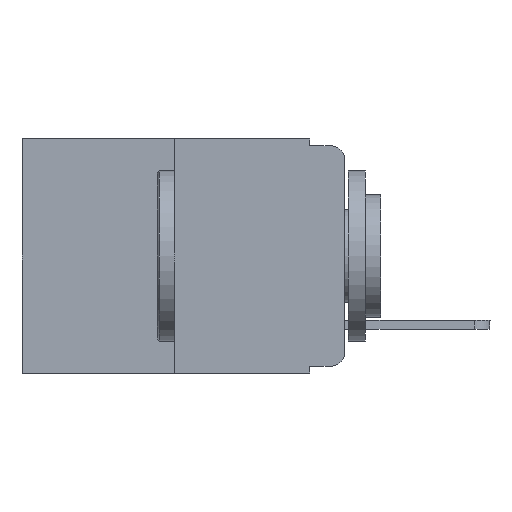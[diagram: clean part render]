
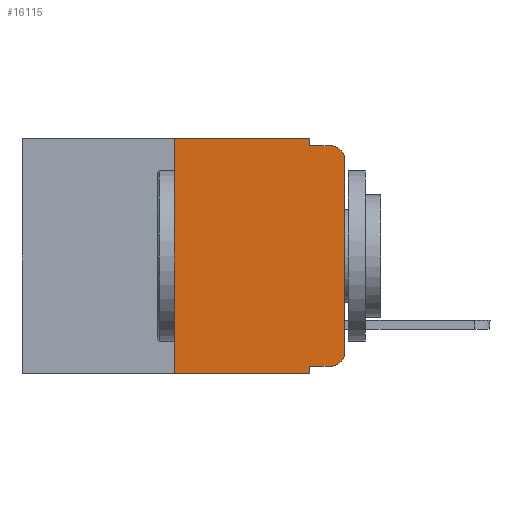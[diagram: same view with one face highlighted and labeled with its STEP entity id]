
A CAD part, left-side view. The second image highlights one B-rep face of the part: STEP entity #16115.
In plain terms, the highlighted planar face has unit normal (-1, 0, 0).
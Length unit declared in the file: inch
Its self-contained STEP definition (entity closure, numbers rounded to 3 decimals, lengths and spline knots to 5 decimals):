
#140 = FACE_OUTER_BOUND ( 'NONE', #20154, .T. ) ;
#651 = VERTEX_POINT ( 'NONE', #7100 ) ;
#788 = CARTESIAN_POINT ( 'NONE',  ( 0., 0., -0.313 ) ) ;
#1588 = DIRECTION ( 'NONE',  ( 0., 0., -1. ) ) ;
#1629 = ORIENTED_EDGE ( 'NONE', *, *, #12318, .T. ) ;
#1775 = DIRECTION ( 'NONE',  ( 0., 0., 1. ) ) ;
#2227 = VECTOR ( 'NONE', #1775, 39.37008 ) ;
#2659 = CARTESIAN_POINT ( 'NONE',  ( 0., 0.051, -0.333 ) ) ;
#3082 = ORIENTED_EDGE ( 'NONE', *, *, #21190, .T. ) ;
#3315 = EDGE_CURVE ( 'NONE', #18262, #16626, #16467, .T. ) ;
#3319 = CARTESIAN_POINT ( 'NONE',  ( 0., 0.25, 0. ) ) ;
#3567 = CARTESIAN_POINT ( 'NONE',  ( 0., 0.051, 0. ) ) ;
#3637 = VERTEX_POINT ( 'NONE', #19537 ) ;
#3968 = EDGE_CURVE ( 'NONE', #24848, #5451, #5555, .T. ) ;
#4098 = LINE ( 'NONE', #23717, #21371 ) ;
#4577 = DIRECTION ( 'NONE',  ( 0., -1., 0. ) ) ;
#4594 = VERTEX_POINT ( 'NONE', #24324 ) ;
#5290 = AXIS2_PLACEMENT_3D ( 'NONE', #13555, #12021, #21646 ) ;
#5383 = LINE ( 'NONE', #11156, #9205 ) ;
#5451 = VERTEX_POINT ( 'NONE', #23188 ) ;
#5555 = LINE ( 'NONE', #13737, #13482 ) ;
#5948 = CARTESIAN_POINT ( 'NONE',  ( 0., 0.051, -0.333 ) ) ;
#6015 = VERTEX_POINT ( 'NONE', #9954 ) ;
#6622 = DIRECTION ( 'NONE',  ( 0., 0., -1. ) ) ;
#6638 = LINE ( 'NONE', #13118, #21376 ) ;
#6794 = ORIENTED_EDGE ( 'NONE', *, *, #19099, .F. ) ;
#7100 = CARTESIAN_POINT ( 'NONE',  ( 0., 0.25, 0. ) ) ;
#7656 = VECTOR ( 'NONE', #6622, 39.37008 ) ;
#7758 = CARTESIAN_POINT ( 'NONE',  ( 0., 0.02, -0.313 ) ) ;
#8137 = ORIENTED_EDGE ( 'NONE', *, *, #23304, .F. ) ;
#8326 = DIRECTION ( 'NONE',  ( 0., 0., -1. ) ) ;
#8630 = ORIENTED_EDGE ( 'NONE', *, *, #3315, .F. ) ;
#9151 = VECTOR ( 'NONE', #8326, 39.37008 ) ;
#9205 = VECTOR ( 'NONE', #24763, 39.37008 ) ;
#9272 = DIRECTION ( 'NONE',  ( 0., 0., 1. ) ) ;
#9805 = DIRECTION ( 'NONE',  ( -1., 0., 0. ) ) ;
#9954 = CARTESIAN_POINT ( 'NONE',  ( 0., 0.02, -0.333 ) ) ;
#10009 = ORIENTED_EDGE ( 'NONE', *, *, #3968, .T. ) ;
#10313 = CIRCLE ( 'NONE', #12751, 0.02 ) ;
#11156 = CARTESIAN_POINT ( 'NONE',  ( 0., 0.051, -0.01 ) ) ;
#11344 = DIRECTION ( 'NONE',  ( 0., 0., -1. ) ) ;
#11698 = EDGE_CURVE ( 'NONE', #5451, #3637, #10313, .T. ) ;
#11886 = DIRECTION ( 'NONE',  ( 0., -1., 0. ) ) ;
#12021 = DIRECTION ( 'NONE',  ( 1., 0., 0. ) ) ;
#12126 = CARTESIAN_POINT ( 'NONE',  ( 0., 0.051, -0.01 ) ) ;
#12318 = EDGE_CURVE ( 'NONE', #4594, #16626, #6638, .T. ) ;
#12751 = AXIS2_PLACEMENT_3D ( 'NONE', #17431, #17547, #1588 ) ;
#13118 = CARTESIAN_POINT ( 'NONE',  ( 0., 0.473, -0.343 ) ) ;
#13482 = VECTOR ( 'NONE', #9272, 39.37008 ) ;
#13555 = CARTESIAN_POINT ( 'NONE',  ( 0., 0.473, 0. ) ) ;
#13737 = CARTESIAN_POINT ( 'NONE',  ( 0., 0., 0. ) ) ;
#14002 = ORIENTED_EDGE ( 'NONE', *, *, #20456, .F. ) ;
#14193 = CARTESIAN_POINT ( 'NONE',  ( 0., 0.051, 0. ) ) ;
#14792 = ORIENTED_EDGE ( 'NONE', *, *, #11698, .T. ) ;
#15843 = CARTESIAN_POINT ( 'NONE',  ( 0., 0.051, -0.343 ) ) ;
#16115 = ADVANCED_FACE ( 'NONE', ( #140 ), #23321, .F. ) ;
#16467 = LINE ( 'NONE', #24183, #7656 ) ;
#16626 = VERTEX_POINT ( 'NONE', #15843 ) ;
#16877 = ORIENTED_EDGE ( 'NONE', *, *, #22094, .F. ) ;
#17431 = CARTESIAN_POINT ( 'NONE',  ( 0., 0.02, -0.03 ) ) ;
#17547 = DIRECTION ( 'NONE',  ( -1., 0., 0. ) ) ;
#18255 = DIRECTION ( 'NONE',  ( 0., -1., 0. ) ) ;
#18262 = VERTEX_POINT ( 'NONE', #5948 ) ;
#19099 = EDGE_CURVE ( 'NONE', #651, #22093, #4098, .T. ) ;
#19345 = VECTOR ( 'NONE', #18255, 39.37008 ) ;
#19537 = CARTESIAN_POINT ( 'NONE',  ( 0., 0.02, -0.01 ) ) ;
#19923 = EDGE_CURVE ( 'NONE', #6015, #24848, #20175, .T. ) ;
#20154 = EDGE_LOOP ( 'NONE', ( #10009, #14792, #8137, #14002, #6794, #16877, #1629, #8630, #3082, #20984 ) ) ;
#20175 = CIRCLE ( 'NONE', #24290, 0.02 ) ;
#20182 = LINE ( 'NONE', #2659, #19345 ) ;
#20456 = EDGE_CURVE ( 'NONE', #22093, #20925, #22405, .T. ) ;
#20925 = VERTEX_POINT ( 'NONE', #12126 ) ;
#20984 = ORIENTED_EDGE ( 'NONE', *, *, #19923, .T. ) ;
#21190 = EDGE_CURVE ( 'NONE', #18262, #6015, #20182, .T. ) ;
#21371 = VECTOR ( 'NONE', #11886, 39.37008 ) ;
#21376 = VECTOR ( 'NONE', #4577, 39.37008 ) ;
#21646 = DIRECTION ( 'NONE',  ( 0., 0., -1. ) ) ;
#22093 = VERTEX_POINT ( 'NONE', #3567 ) ;
#22094 = EDGE_CURVE ( 'NONE', #4594, #651, #24843, .T. ) ;
#22405 = LINE ( 'NONE', #14193, #9151 ) ;
#23188 = CARTESIAN_POINT ( 'NONE',  ( 0., 0., -0.03 ) ) ;
#23304 = EDGE_CURVE ( 'NONE', #20925, #3637, #5383, .T. ) ;
#23321 = PLANE ( 'NONE',  #5290 ) ;
#23717 = CARTESIAN_POINT ( 'NONE',  ( 0., 0.473, 0. ) ) ;
#24183 = CARTESIAN_POINT ( 'NONE',  ( 0., 0.051, 0. ) ) ;
#24290 = AXIS2_PLACEMENT_3D ( 'NONE', #7758, #9805, #11344 ) ;
#24324 = CARTESIAN_POINT ( 'NONE',  ( 0., 0.25, -0.343 ) ) ;
#24763 = DIRECTION ( 'NONE',  ( 0., -1., 0. ) ) ;
#24843 = LINE ( 'NONE', #3319, #2227 ) ;
#24848 = VERTEX_POINT ( 'NONE', #788 ) ;
